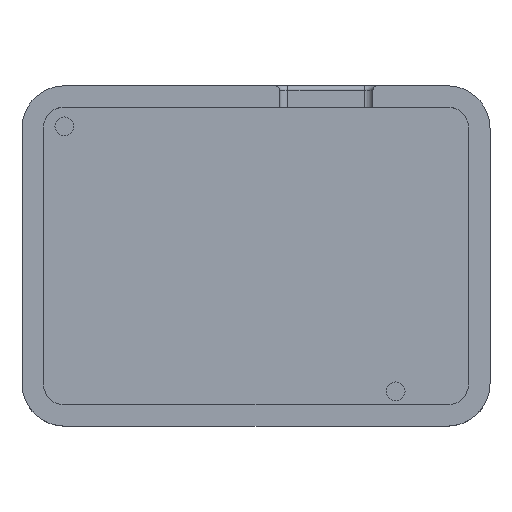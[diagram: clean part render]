
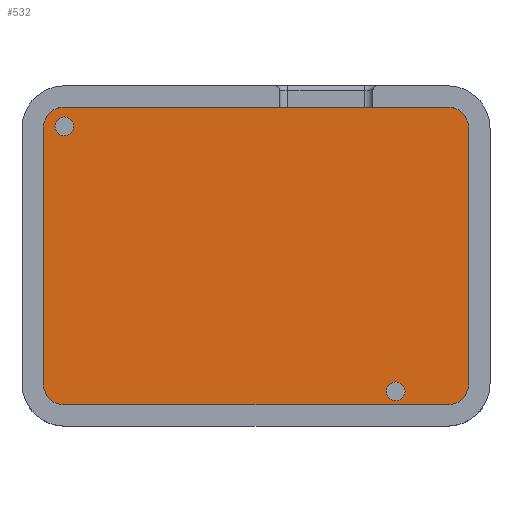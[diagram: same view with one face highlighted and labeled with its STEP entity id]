
A CAD part, top view. The second image highlights one B-rep face of the part: STEP entity #532.
In plain terms, the highlighted planar face has unit normal (0, 0, 1).
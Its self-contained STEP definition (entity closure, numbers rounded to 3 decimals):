
#155 = VERTEX_POINT('',#156);
#156 = CARTESIAN_POINT('',(22.5,17.5,2.5));
#162 = EDGE_CURVE('',#155,#163,#165,.T.);
#163 = VERTEX_POINT('',#164);
#164 = CARTESIAN_POINT('',(-22.5,17.5,2.5));
#165 = LINE('',#166,#167);
#166 = CARTESIAN_POINT('',(25.,17.5,2.5));
#167 = VECTOR('',#168,1.);
#168 = DIRECTION('',(-1.,0.,0.));
#488 = EDGE_CURVE('',#489,#155,#491,.T.);
#489 = VERTEX_POINT('',#490);
#490 = CARTESIAN_POINT('',(25.,15.,2.5));
#491 = CIRCLE('',#492,2.5);
#492 = AXIS2_PLACEMENT_3D('',#493,#494,#495);
#493 = CARTESIAN_POINT('',(22.5,15.,2.5));
#494 = DIRECTION('',(0.,-0.,1.));
#495 = DIRECTION('',(0.,1.,0.));
#532 = ADVANCED_FACE('',(#533,#586,#597),#608,.T.);
#533 = FACE_BOUND('',#534,.T.);
#534 = EDGE_LOOP('',(#535,#545,#554,#562,#571,#577,#578,#579));
#535 = ORIENTED_EDGE('',*,*,#536,.T.);
#536 = EDGE_CURVE('',#537,#539,#541,.T.);
#537 = VERTEX_POINT('',#538);
#538 = CARTESIAN_POINT('',(-25.,15.,2.5));
#539 = VERTEX_POINT('',#540);
#540 = CARTESIAN_POINT('',(-25.,-15.,2.5));
#541 = LINE('',#542,#543);
#542 = CARTESIAN_POINT('',(-25.,17.5,2.5));
#543 = VECTOR('',#544,1.);
#544 = DIRECTION('',(0.,-1.,0.));
#545 = ORIENTED_EDGE('',*,*,#546,.T.);
#546 = EDGE_CURVE('',#539,#547,#549,.T.);
#547 = VERTEX_POINT('',#548);
#548 = CARTESIAN_POINT('',(-22.5,-17.5,2.5));
#549 = CIRCLE('',#550,2.5);
#550 = AXIS2_PLACEMENT_3D('',#551,#552,#553);
#551 = CARTESIAN_POINT('',(-22.5,-15.,2.5));
#552 = DIRECTION('',(0.,-0.,1.));
#553 = DIRECTION('',(0.,1.,0.));
#554 = ORIENTED_EDGE('',*,*,#555,.T.);
#555 = EDGE_CURVE('',#547,#556,#558,.T.);
#556 = VERTEX_POINT('',#557);
#557 = CARTESIAN_POINT('',(22.5,-17.5,2.5));
#558 = LINE('',#559,#560);
#559 = CARTESIAN_POINT('',(-25.,-17.5,2.5));
#560 = VECTOR('',#561,1.);
#561 = DIRECTION('',(1.,0.,0.));
#562 = ORIENTED_EDGE('',*,*,#563,.T.);
#563 = EDGE_CURVE('',#556,#564,#566,.T.);
#564 = VERTEX_POINT('',#565);
#565 = CARTESIAN_POINT('',(25.,-15.,2.5));
#566 = CIRCLE('',#567,2.5);
#567 = AXIS2_PLACEMENT_3D('',#568,#569,#570);
#568 = CARTESIAN_POINT('',(22.5,-15.,2.5));
#569 = DIRECTION('',(0.,-0.,1.));
#570 = DIRECTION('',(0.,1.,0.));
#571 = ORIENTED_EDGE('',*,*,#572,.T.);
#572 = EDGE_CURVE('',#564,#489,#573,.T.);
#573 = LINE('',#574,#575);
#574 = CARTESIAN_POINT('',(25.,-17.5,2.5));
#575 = VECTOR('',#576,1.);
#576 = DIRECTION('',(0.,1.,0.));
#577 = ORIENTED_EDGE('',*,*,#488,.T.);
#578 = ORIENTED_EDGE('',*,*,#162,.T.);
#579 = ORIENTED_EDGE('',*,*,#580,.F.);
#580 = EDGE_CURVE('',#537,#163,#581,.T.);
#581 = CIRCLE('',#582,2.5);
#582 = AXIS2_PLACEMENT_3D('',#583,#584,#585);
#583 = CARTESIAN_POINT('',(-22.5,15.,2.5));
#584 = DIRECTION('',(0.,0.,-1.));
#585 = DIRECTION('',(0.,1.,0.));
#586 = FACE_BOUND('',#587,.T.);
#587 = EDGE_LOOP('',(#588));
#588 = ORIENTED_EDGE('',*,*,#589,.F.);
#589 = EDGE_CURVE('',#590,#590,#592,.T.);
#590 = VERTEX_POINT('',#591);
#591 = CARTESIAN_POINT('',(17.52,-15.89,2.5));
#592 = CIRCLE('',#593,1.1);
#593 = AXIS2_PLACEMENT_3D('',#594,#595,#596);
#594 = CARTESIAN_POINT('',(16.42,-15.89,2.5));
#595 = DIRECTION('',(0.,0.,1.));
#596 = DIRECTION('',(1.,0.,0.));
#597 = FACE_BOUND('',#598,.T.);
#598 = EDGE_LOOP('',(#599));
#599 = ORIENTED_EDGE('',*,*,#600,.F.);
#600 = EDGE_CURVE('',#601,#601,#603,.T.);
#601 = VERTEX_POINT('',#602);
#602 = CARTESIAN_POINT('',(-21.43,15.25,2.5));
#603 = CIRCLE('',#604,1.1);
#604 = AXIS2_PLACEMENT_3D('',#605,#606,#607);
#605 = CARTESIAN_POINT('',(-22.53,15.25,2.5));
#606 = DIRECTION('',(0.,0.,1.));
#607 = DIRECTION('',(1.,0.,0.));
#608 = PLANE('',#609);
#609 = AXIS2_PLACEMENT_3D('',#610,#611,#612);
#610 = CARTESIAN_POINT('',(0.,0.,2.5));
#611 = DIRECTION('',(0.,0.,1.));
#612 = DIRECTION('',(1.,0.,0.));
